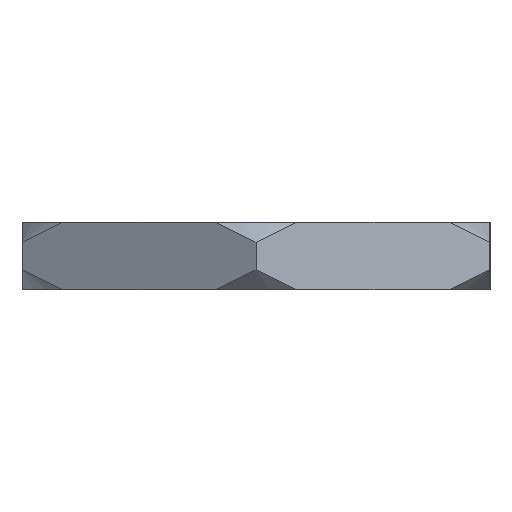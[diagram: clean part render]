
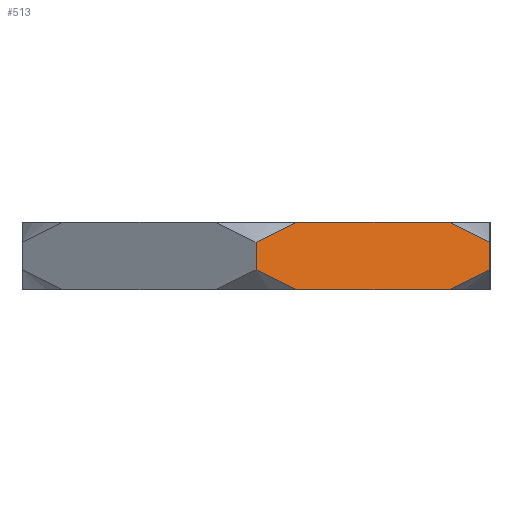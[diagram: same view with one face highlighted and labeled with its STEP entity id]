
A CAD part, left-side view. The second image highlights one B-rep face of the part: STEP entity #513.
In plain terms, the highlighted planar face has unit normal (-0.866, -0.5, 0).
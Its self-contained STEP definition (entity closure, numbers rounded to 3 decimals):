
#23=PLANE('',#569);
#27=(
BOUNDED_CURVE()
B_SPLINE_CURVE(2,(#841,#842,#843),.UNSPECIFIED.,.F.,.F.)
B_SPLINE_CURVE_WITH_KNOTS((3,3),(0.,0.152),.UNSPECIFIED.)
CURVE()
GEOMETRIC_REPRESENTATION_ITEM()
RATIONAL_B_SPLINE_CURVE((1.,1.004,1.))
REPRESENTATION_ITEM('')
);
#36=(
BOUNDED_CURVE()
B_SPLINE_CURVE(2,(#890,#891,#892),.UNSPECIFIED.,.F.,.F.)
B_SPLINE_CURVE_WITH_KNOTS((3,3),(0.,0.152),.UNSPECIFIED.)
CURVE()
GEOMETRIC_REPRESENTATION_ITEM()
RATIONAL_B_SPLINE_CURVE((1.,1.004,1.))
REPRESENTATION_ITEM('')
);
#46=(
BOUNDED_CURVE()
B_SPLINE_CURVE(2,(#945,#946,#947),.UNSPECIFIED.,.F.,.F.)
B_SPLINE_CURVE_WITH_KNOTS((3,3),(0.,0.152),.UNSPECIFIED.)
CURVE()
GEOMETRIC_REPRESENTATION_ITEM()
RATIONAL_B_SPLINE_CURVE((1.,1.004,1.))
REPRESENTATION_ITEM('')
);
#47=(
BOUNDED_CURVE()
B_SPLINE_CURVE(2,(#951,#952,#953),.UNSPECIFIED.,.F.,.F.)
B_SPLINE_CURVE_WITH_KNOTS((3,3),(0.,0.152),.UNSPECIFIED.)
CURVE()
GEOMETRIC_REPRESENTATION_ITEM()
RATIONAL_B_SPLINE_CURVE((1.,1.004,1.))
REPRESENTATION_ITEM('')
);
#87=FACE_OUTER_BOUND('',#117,.T.);
#117=EDGE_LOOP('',(#451,#452,#453,#454,#455,#456,#457,#458));
#158=LINE('',#972,#180);
#161=LINE('',#976,#183);
#172=LINE('',#1798,#194);
#173=LINE('',#1801,#195);
#180=VECTOR('',#646,10.);
#183=VECTOR('',#651,10.);
#194=VECTOR('',#668,10.);
#195=VECTOR('',#673,10.);
#213=VERTEX_POINT('',#839);
#214=VERTEX_POINT('',#840);
#226=VERTEX_POINT('',#884);
#227=VERTEX_POINT('',#888);
#241=VERTEX_POINT('',#939);
#242=VERTEX_POINT('',#943);
#243=VERTEX_POINT('',#949);
#244=VERTEX_POINT('',#950);
#265=EDGE_CURVE('',#213,#214,#27,.T.);
#279=EDGE_CURVE('',#226,#227,#36,.T.);
#294=EDGE_CURVE('',#241,#242,#46,.T.);
#295=EDGE_CURVE('',#243,#244,#47,.T.);
#302=EDGE_CURVE('',#244,#226,#158,.T.);
#305=EDGE_CURVE('',#242,#243,#161,.T.);
#324=EDGE_CURVE('',#213,#227,#172,.T.);
#325=EDGE_CURVE('',#241,#214,#173,.T.);
#451=ORIENTED_EDGE('',*,*,#265,.T.);
#452=ORIENTED_EDGE('',*,*,#325,.F.);
#453=ORIENTED_EDGE('',*,*,#294,.T.);
#454=ORIENTED_EDGE('',*,*,#305,.T.);
#455=ORIENTED_EDGE('',*,*,#295,.T.);
#456=ORIENTED_EDGE('',*,*,#302,.T.);
#457=ORIENTED_EDGE('',*,*,#279,.T.);
#458=ORIENTED_EDGE('',*,*,#324,.F.);
#513=ADVANCED_FACE('',(#87),#23,.T.);
#569=AXIS2_PLACEMENT_3D('',#1800,#671,#672);
#646=DIRECTION('',(0.,0.,1.));
#651=DIRECTION('',(0.5,-0.866,0.));
#668=DIRECTION('',(0.5,-0.866,0.));
#671=DIRECTION('center_axis',(-0.866,-0.5,0.));
#672=DIRECTION('ref_axis',(0.5,-0.866,0.));
#673=DIRECTION('',(0.,0.,1.));
#839=CARTESIAN_POINT('',(-7.3,-1.212,2.));
#840=CARTESIAN_POINT('',(-8.,0.,1.4));
#841=CARTESIAN_POINT('Ctrl Pts',(-7.3,-1.212,2.));
#842=CARTESIAN_POINT('Ctrl Pts',(-7.636,-0.63,1.764));
#843=CARTESIAN_POINT('Ctrl Pts',(-8.,0.,
1.4));
#884=CARTESIAN_POINT('',(-4.,-6.928,1.4));
#888=CARTESIAN_POINT('',(-4.7,-5.716,2.));
#890=CARTESIAN_POINT('Ctrl Pts',(-4.,-6.928,1.4));
#891=CARTESIAN_POINT('Ctrl Pts',(-4.364,-6.298,1.764));
#892=CARTESIAN_POINT('Ctrl Pts',(-4.7,-5.716,2.));
#939=CARTESIAN_POINT('',(-8.,0.,0.6));
#943=CARTESIAN_POINT('',(-7.3,-1.212,0.));
#945=CARTESIAN_POINT('Ctrl Pts',(-8.,0.,
0.6));
#946=CARTESIAN_POINT('Ctrl Pts',(-7.636,-0.63,0.236));
#947=CARTESIAN_POINT('Ctrl Pts',(-7.3,-1.212,0.));
#949=CARTESIAN_POINT('',(-4.7,-5.716,0.));
#950=CARTESIAN_POINT('',(-4.,-6.928,0.6));
#951=CARTESIAN_POINT('Ctrl Pts',(-4.7,-5.716,0.));
#952=CARTESIAN_POINT('Ctrl Pts',(-4.364,-6.298,0.236));
#953=CARTESIAN_POINT('Ctrl Pts',(-4.,-6.928,0.6));
#972=CARTESIAN_POINT('',(-4.,-6.928,0.));
#976=CARTESIAN_POINT('',(-8.,0.,0.));
#1798=CARTESIAN_POINT('',(-8.,0.,2.));
#1800=CARTESIAN_POINT('Origin',(-8.,0.,0.));
#1801=CARTESIAN_POINT('',(-8.,0.,0.));
